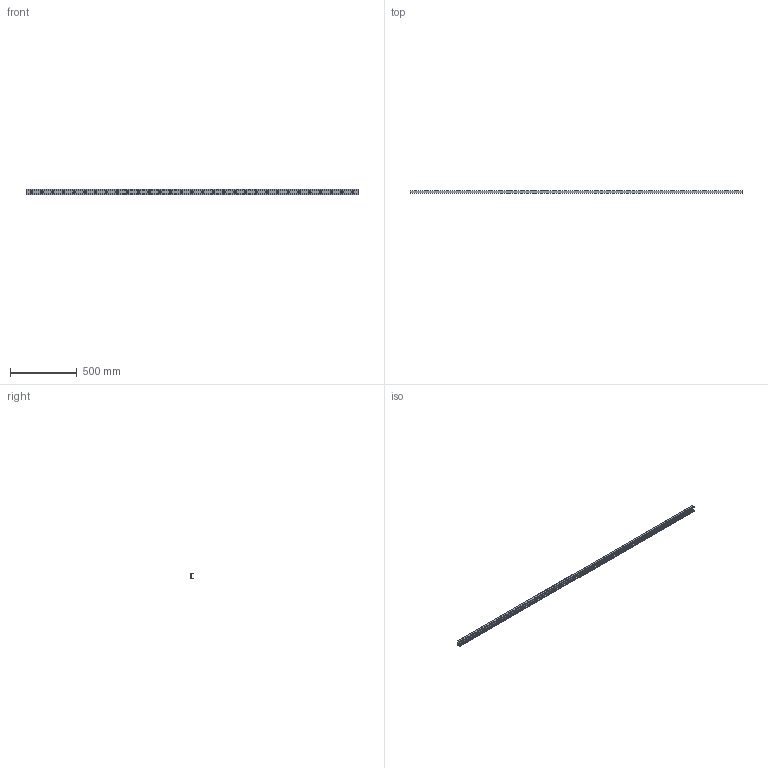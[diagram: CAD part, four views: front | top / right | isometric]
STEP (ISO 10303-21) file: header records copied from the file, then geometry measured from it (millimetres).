
FILE_DESCRIPTION((''),'2;1');
FILE_NAME('LCX 43-2480.C.stp','2016-04-28T09:36:21',('MRathmann'),(''),'Autodesk Inventor 2012','Autodesk Inventor 2012','');
FILE_SCHEMA(('CONFIG_CONTROL_DESIGN'));
Length unit declared in the file: millimetre
Products named in the file (1): LCX 43-2480.C
Bounding box: 2480 x 21 x 43 mm (x, y, z)
Volume: 837027.4 mm3; surface area: 397422.4 mm2
Topology: 1 solids, 1 shells, 121 faces, 295 edges, 207 vertices
Faces by surface type: cylinder 75, plane 46
Full cylindrical faces by diameter (mm): 10.5 x31, 18 x31
Entity records: 3228 total; most frequent: DIRECTION 596, CARTESIAN_POINT 500, ORIENTED_EDGE 404, EDGE_LOOP 276, AXIS2_PLACEMENT_3D 272, EDGE_CURVE 202, VERTEX_POINT 176, FACE_BOUND 155
